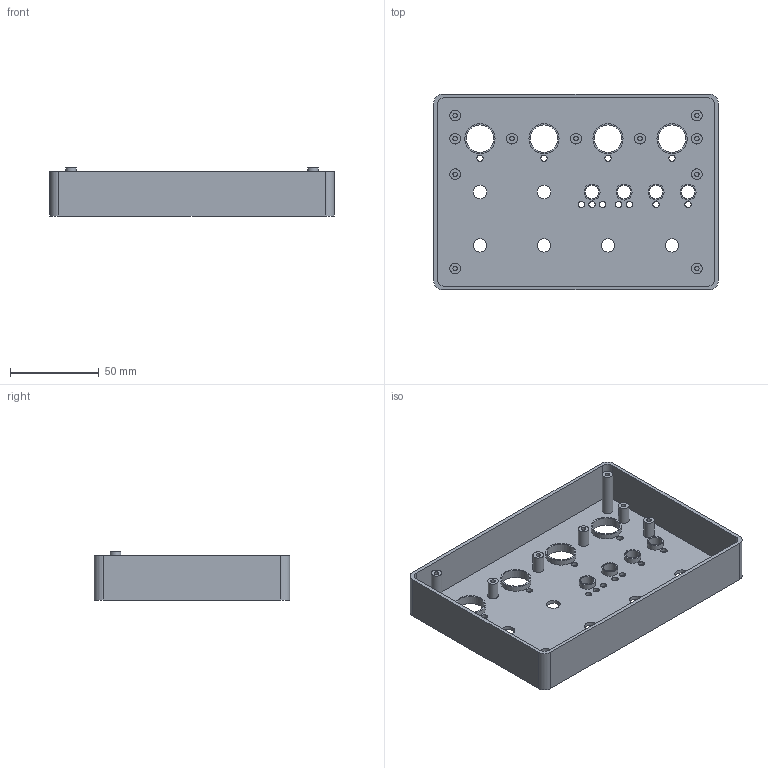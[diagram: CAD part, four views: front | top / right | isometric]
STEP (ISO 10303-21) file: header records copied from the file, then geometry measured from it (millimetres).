
FILE_DESCRIPTION(/* description */ ('STEP AP242','CAx-IF Rec.Pracs.---Representation and Presentation of Product Manufacturing Information (PMI)---4.0---2014-10-13','CAx-IF Rec.Pracs.---3D Tessellated Geometry---0.4---2014-09-14','2;1'),/* implementation_level */ '2;1');
FILE_NAME(/* name */ '671fabb98b87bc3f279d2c40',/* time_stamp */ '2024-10-28T15:20:26Z',/* author */ (''),/* organization */ (''),/* preprocessor_version */ 'ST-DEVELOPER v20',/* originating_system */ ' ',/* authorisation */ ' ');
FILE_SCHEMA (('AP242_MANAGED_MODEL_BASED_3D_ENGINEERING_MIM_LF { 1 0 10303 442 1 1 4 }'));
Length unit declared in the file: metre
Products named in the file (1): Body
Bounding box: 160 x 110 x 27 mm (x, y, z)
Volume: 60810.5 mm3; surface area: 64420.2 mm2
Topology: 1 solids, 1 shells, 104 faces, 238 edges, 167 vertices
Faces by surface type: cylinder 63, plane 41
Full cylindrical faces by diameter (mm): 2.5 x11, 3.5 x11, 6 x11, 7.5 x10, 9 x4, 15.5 x4, 17 x4
Entity records: 2650 total; most frequent: DIRECTION 494, CARTESIAN_POINT 405, ORIENTED_EDGE 316, EDGE_LOOP 240, FACE_BOUND 240, AXIS2_PLACEMENT_3D 231, EDGE_CURVE 158, VERTEX_POINT 142
